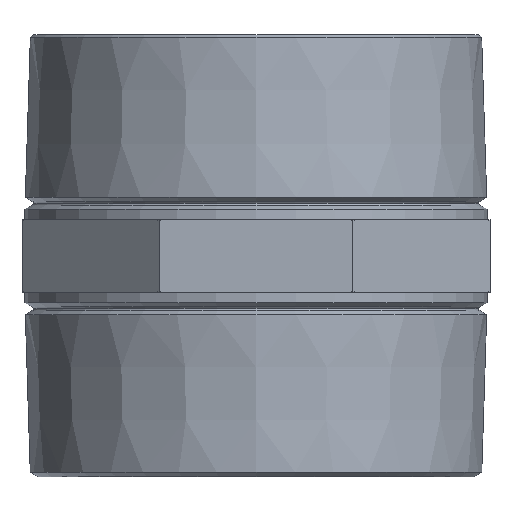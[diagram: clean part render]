
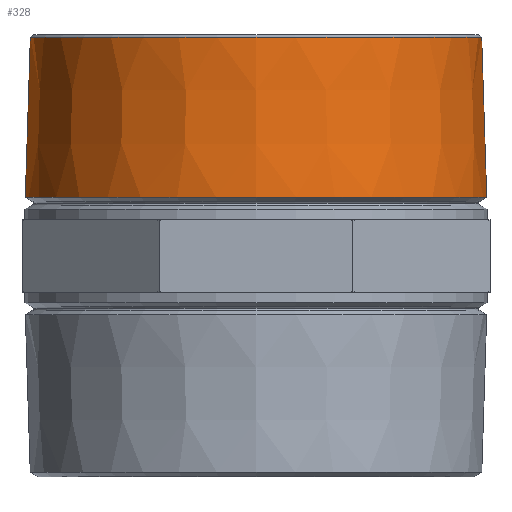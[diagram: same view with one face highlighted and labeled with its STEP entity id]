
A CAD part, front view. The second image highlights one B-rep face of the part: STEP entity #328.
In plain terms, the highlighted conical face has half-angle 1.8 degrees and reference radius 44.5 mm.
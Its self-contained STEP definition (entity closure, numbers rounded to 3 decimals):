
#13 = VERTEX_POINT ( 'NONE', #668 ) ;
#16 = VERTEX_POINT ( 'NONE', #670 ) ;
#17 = VERTEX_POINT ( 'NONE', #669 ) ;
#80 = ORIENTED_EDGE ( 'NONE', *, *, #324, .F. ) ;
#81 = ORIENTED_EDGE ( 'NONE', *, *, #82, .F. ) ;
#82 = EDGE_CURVE ( 'NONE', #13, #16, #854, .T. ) ;
#83 = ORIENTED_EDGE ( 'NONE', *, *, #90, .T. ) ;
#84 = ORIENTED_EDGE ( 'NONE', *, *, #85, .T. ) ;
#85 = EDGE_CURVE ( 'NONE', #159, #17, #823, .T. ) ;
#90 = EDGE_CURVE ( 'NONE', #13, #159, #782, .T. ) ;
#159 = VERTEX_POINT ( 'NONE', #869 ) ;
#324 = EDGE_CURVE ( 'NONE', #16, #17, #1701, .T. ) ;
#328 = ADVANCED_FACE ( 'NONE', ( #1692 ), #1691, .T. ) ;
#329 = EDGE_LOOP ( 'NONE', ( #80, #81, #83, #84 ) ) ;
#668 = CARTESIAN_POINT ( 'NONE',  ( -43.396, 0., 42.106 ) ) ;
#669 = CARTESIAN_POINT ( 'NONE',  ( 44.364, 0., 11.308 ) ) ;
#670 = CARTESIAN_POINT ( 'NONE',  ( 43.396, 0., 42.106 ) ) ;
#779 = DIRECTION ( 'NONE',  ( -0.031, 0., -1. ) ) ;
#780 = VECTOR ( 'NONE', #779, 1000. ) ;
#781 = CARTESIAN_POINT ( 'NONE',  ( -44.5, 0., 6.984 ) ) ;
#782 = LINE ( 'NONE', #781, #780 ) ;
#819 = DIRECTION ( 'NONE',  ( 1., 0., 0. ) ) ;
#820 = DIRECTION ( 'NONE',  ( 0., 0., 1. ) ) ;
#821 = CARTESIAN_POINT ( 'NONE',  ( 0., 0., 11.308 ) ) ;
#822 = AXIS2_PLACEMENT_3D ( 'NONE', #821, #820, #819 ) ;
#823 = CIRCLE ( 'NONE', #822, 44.364 ) ;
#826 = DIRECTION ( 'NONE',  ( 1., 0., 0. ) ) ;
#827 = DIRECTION ( 'NONE',  ( 0., 0., 1. ) ) ;
#828 = CARTESIAN_POINT ( 'NONE',  ( 0., 0., 42.106 ) ) ;
#829 = AXIS2_PLACEMENT_3D ( 'NONE', #828, #827, #826 ) ;
#854 = CIRCLE ( 'NONE', #829, 43.396 ) ;
#869 = CARTESIAN_POINT ( 'NONE',  ( -44.364, 0., 11.308 ) ) ;
#1686 = DIRECTION ( 'NONE',  ( -1., 0., 0. ) ) ;
#1687 = DIRECTION ( 'NONE',  ( 0., 0., -1. ) ) ;
#1688 = CARTESIAN_POINT ( 'NONE',  ( 0., 0., 6.984 ) ) ;
#1689 = AXIS2_PLACEMENT_3D ( 'NONE', #1688, #1687, #1686 ) ;
#1691 = CONICAL_SURFACE ( 'NONE', #1689, 44.5, 0.031 ) ;
#1692 = FACE_OUTER_BOUND ( 'NONE', #329, .T. ) ;
#1698 = DIRECTION ( 'NONE',  ( 0.031, 0., -1. ) ) ;
#1699 = VECTOR ( 'NONE', #1698, 1000. ) ;
#1700 = CARTESIAN_POINT ( 'NONE',  ( 44.5, 0., 6.984 ) ) ;
#1701 = LINE ( 'NONE', #1700, #1699 ) ;
